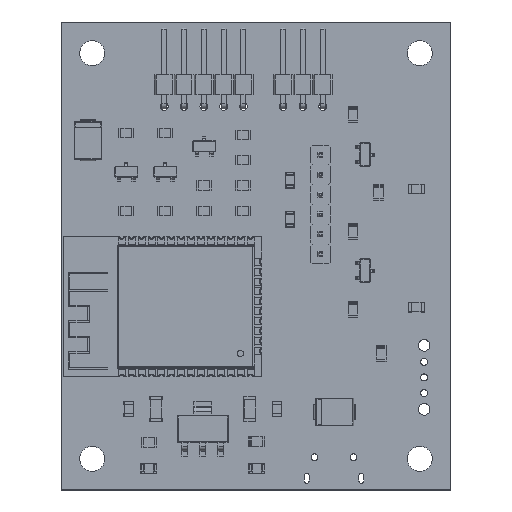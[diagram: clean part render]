
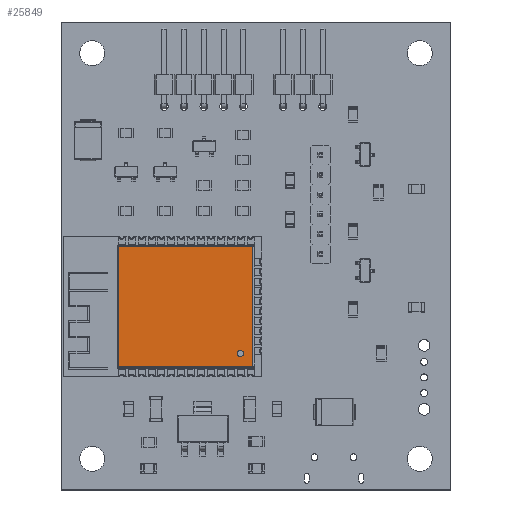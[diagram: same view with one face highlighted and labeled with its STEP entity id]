
A CAD part, top view. The second image highlights one B-rep face of the part: STEP entity #25849.
In plain terms, the highlighted planar face has unit normal (0, 0, 1).
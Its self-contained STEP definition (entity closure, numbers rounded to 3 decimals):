
#250=FACE_BOUND('',#9658,.T.);
#1769=LINE('',#36497,#4906);
#1771=LINE('',#36507,#4908);
#1772=LINE('',#36509,#4909);
#1773=LINE('',#36510,#4910);
#4906=VECTOR('',#29431,1.);
#4908=VECTOR('',#29443,1.);
#4909=VECTOR('',#29444,1.);
#4910=VECTOR('',#29445,1.);
#8205=FACE_OUTER_BOUND('',#9657,.T.);
#9657=EDGE_LOOP('',(#17413,#17414,#17415,#17416));
#9658=EDGE_LOOP('',(#17417));
#11201=CIRCLE('',#27458,0.4);
#11637=VERTEX_POINT('',#36493);
#11639=VERTEX_POINT('',#36496);
#11642=VERTEX_POINT('',#36506);
#11643=VERTEX_POINT('',#36508);
#11644=VERTEX_POINT('',#36511);
#13827=EDGE_CURVE('',#11637,#11639,#1769,.T.);
#13832=EDGE_CURVE('',#11637,#11642,#1771,.T.);
#13833=EDGE_CURVE('',#11642,#11643,#1772,.T.);
#13834=EDGE_CURVE('',#11639,#11643,#1773,.T.);
#13835=EDGE_CURVE('',#11644,#11644,#11201,.T.);
#17413=ORIENTED_EDGE('',*,*,#13827,.F.);
#17414=ORIENTED_EDGE('',*,*,#13832,.T.);
#17415=ORIENTED_EDGE('',*,*,#13833,.T.);
#17416=ORIENTED_EDGE('',*,*,#13834,.F.);
#17417=ORIENTED_EDGE('',*,*,#13835,.F.);
#24556=PLANE('',#27457);
#25849=ADVANCED_FACE('',(#8205,#250),#24556,.T.);
#27457=AXIS2_PLACEMENT_3D('',#36505,#29441,#29442);
#27458=AXIS2_PLACEMENT_3D('',#36512,#29446,#29447);
#29431=DIRECTION('',(0.,1.,0.));
#29441=DIRECTION('center_axis',(0.,0.,1.));
#29442=DIRECTION('ref_axis',(1.,0.,0.));
#29443=DIRECTION('',(1.,0.,0.));
#29444=DIRECTION('',(0.,1.,0.));
#29445=DIRECTION('',(1.,0.,0.));
#29446=DIRECTION('center_axis',(0.,0.,1.));
#29447=DIRECTION('ref_axis',(1.,0.,0.));
#36493=CARTESIAN_POINT('',(-7.7,-8.6,3.1));
#36496=CARTESIAN_POINT('',(-7.7,8.6,3.1));
#36497=CARTESIAN_POINT('',(-7.7,-8.7,3.1));
#36505=CARTESIAN_POINT('Origin',(-7.8,-8.7,3.1));
#36506=CARTESIAN_POINT('',(7.7,-8.6,3.1));
#36507=CARTESIAN_POINT('',(-7.8,-8.6,3.1));
#36508=CARTESIAN_POINT('',(7.7,8.6,3.1));
#36509=CARTESIAN_POINT('',(7.7,-8.7,3.1));
#36510=CARTESIAN_POINT('',(-7.8,8.6,3.1));
#36511=CARTESIAN_POINT('',(-6.4,-7.,3.1));
#36512=CARTESIAN_POINT('Origin',(-6.,-7.,3.1));
